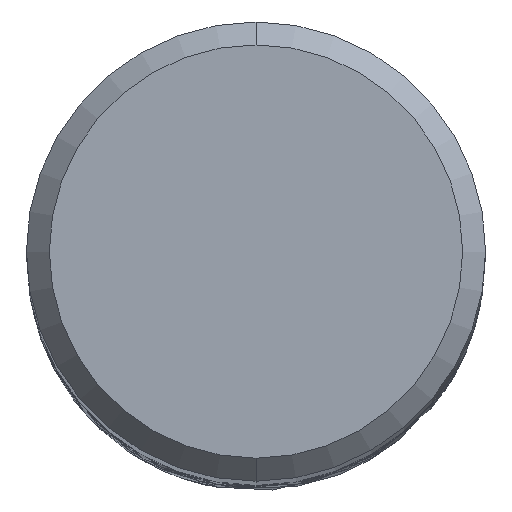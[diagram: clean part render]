
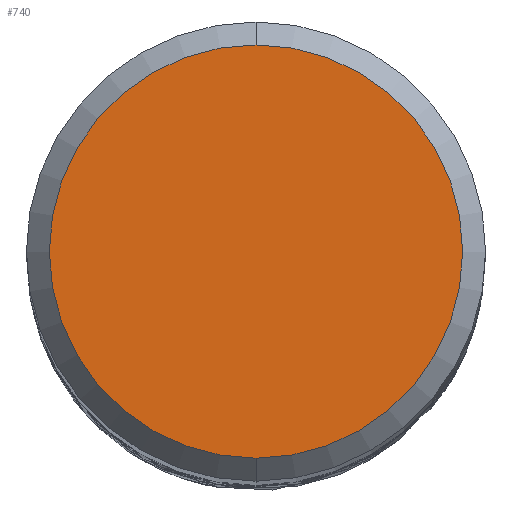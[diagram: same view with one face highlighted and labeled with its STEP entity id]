
A CAD part, top view. The second image highlights one B-rep face of the part: STEP entity #740.
In plain terms, the highlighted planar face has unit normal (0, 0, 1).
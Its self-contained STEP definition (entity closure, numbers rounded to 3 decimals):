
#566=EDGE_CURVE('',#780,#918,#1217,.T.);
#740=ADVANCED_FACE('',(#1407),#1408,.T.);
#780=VERTEX_POINT('',#1453);
#816=EDGE_CURVE('',#918,#780,#1492,.T.);
#918=VERTEX_POINT('',#1605);
#1217=CIRCLE('',#4017,4.5);
#1407=FACE_OUTER_BOUND('',#5195,.T.);
#1408=PLANE('',#5196);
#1453=CARTESIAN_POINT('',(0.0,4.5,0.0));
#1492=CIRCLE('',#5432,4.5);
#1605=CARTESIAN_POINT('',(0.,-4.5,0.0));
#4017=AXIS2_PLACEMENT_3D('',#9775,#9776,#9777);
#5195=EDGE_LOOP('',(#9953,#9954));
#5196=AXIS2_PLACEMENT_3D('',#9955,#9956,#9957);
#5432=AXIS2_PLACEMENT_3D('',#10052,#10053,#10054);
#9775=CARTESIAN_POINT('',(0.0,0.0,0.0));
#9776=DIRECTION('',(0.0,0.0,-1.0));
#9777=DIRECTION('',(0.0,1.0,0.0));
#9953=ORIENTED_EDGE('',*,*,#566,.F.);
#9954=ORIENTED_EDGE('',*,*,#816,.F.);
#9955=CARTESIAN_POINT('',(0.0,2.25,0.0));
#9956=DIRECTION('',(-0.0,0.0,1.0));
#9957=DIRECTION('',(0.0,-1.0,0.0));
#10052=CARTESIAN_POINT('',(0.0,0.0,0.0));
#10053=DIRECTION('',(0.0,0.0,-1.0));
#10054=DIRECTION('',(0.0,1.0,0.0));
